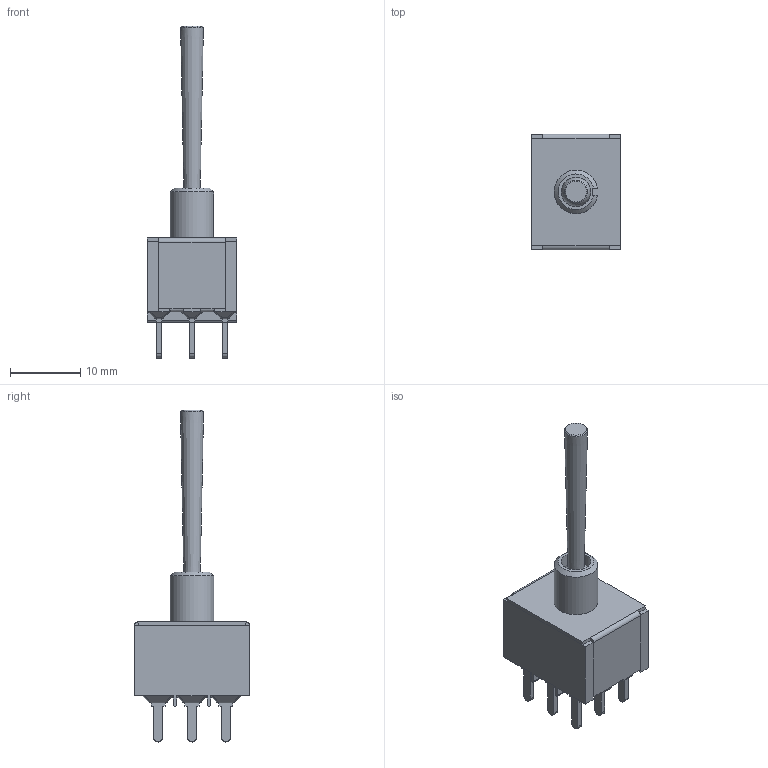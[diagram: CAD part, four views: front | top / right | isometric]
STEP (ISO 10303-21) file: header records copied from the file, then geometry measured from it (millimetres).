
FILE_DESCRIPTION(/* description */ (''),/* implementation_level */ '2;1');
FILE_NAME(/* name */ '1003PxT5B3M2xE.stp',/* time_stamp */ '2026-01-16T13:11:24-06:00',/* author */ ('jmeyers'),/* organization */ (''),/* preprocessor_version */ 'ST-DEVELOPER v18.1',/* originating_system */ 'Autodesk Inventor 2022',/* authorisation */ '');
FILE_SCHEMA (('AUTOMOTIVE_DESIGN { 1 0 10303 214 3 1 1 }'));
Length unit declared in the file: inch
Products named in the file (1): Part108
Bounding box: 12.7 x 16.51 x 47.35 mm (x, y, z)
Volume: 2636.5 mm3; surface area: 1888.6 mm2
Topology: 2 solids, 4 shells, 391 faces, 1010 edges, 593 vertices
Faces by surface type: plane 250, cylinder 100, sphere 38, cone 3
Full cylindrical faces by diameter (mm): 4.2 x2
Entity records: 11464 total; most frequent: DIRECTION 2012, CARTESIAN_POINT 1962, ORIENTED_EDGE 1946, EDGE_CURVE 973, LINE 714, VECTOR 714, AXIS2_PLACEMENT_3D 649, VERTEX_POINT 593
